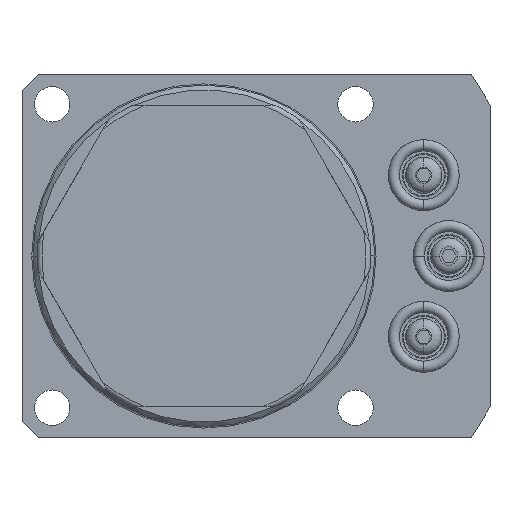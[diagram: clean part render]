
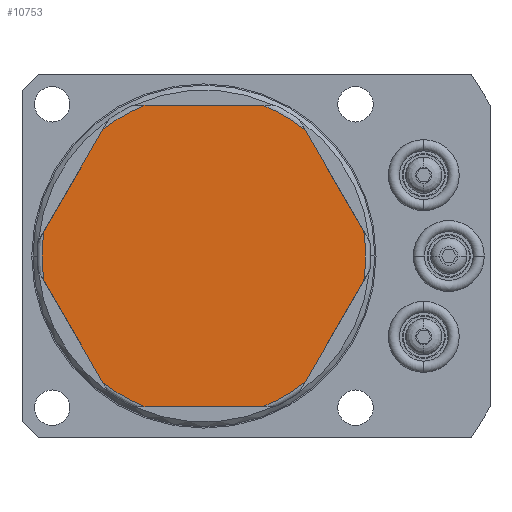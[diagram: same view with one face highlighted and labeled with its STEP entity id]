
A CAD part, front view. The second image highlights one B-rep face of the part: STEP entity #10753.
In plain terms, the highlighted planar face has unit normal (0, -1, 0).
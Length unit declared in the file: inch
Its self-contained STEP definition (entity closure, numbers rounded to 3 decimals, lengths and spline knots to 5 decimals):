
#4119=CARTESIAN_POINT('',(-0.36393,-2.318,-0.9325));
#4146=CARTESIAN_POINT('',(0.36393,-2.318,-0.9325));
#4184=CARTESIAN_POINT('',(-0.6256,-2.318,-0.78142));
#4196=CARTESIAN_POINT('',(-0.98953,-2.318,-0.15108));
#4227=CARTESIAN_POINT('',(-0.6256,-2.318,0.78142));
#4254=CARTESIAN_POINT('',(-0.98953,-2.318,0.15108));
#4281=CARTESIAN_POINT('',(0.36393,-2.318,0.9325));
#4308=CARTESIAN_POINT('',(-0.36393,-2.318,0.9325));
#4335=CARTESIAN_POINT('',(0.98953,-2.318,0.15108));
#4362=CARTESIAN_POINT('',(0.6256,-2.318,0.78142));
#4389=CARTESIAN_POINT('',(0.6256,-2.318,-0.78142));
#4416=CARTESIAN_POINT('',(0.98953,-2.318,-0.15108));
#4443=CARTESIAN_POINT('',(0.,-2.318,0.));
#4444=DIRECTION('',(0.,-1.,0.));
#4445=DIRECTION('',(-0.625,0.,-0.781));
#4446=AXIS2_PLACEMENT_3D('',#4443,#4444,#4445);
#4451=DIRECTION('',(0.5,0.,-0.866));
#4452=VECTOR('',#4451,0.72786);
#4453=CARTESIAN_POINT('',(-0.98953,-2.318,-0.15108));
#4454=LINE('',#4453,#4452);
#4458=CARTESIAN_POINT('',(0.,-2.318,0.));
#4459=DIRECTION('',(0.,-1.,0.));
#4460=DIRECTION('',(-0.989,0.,0.151));
#4461=AXIS2_PLACEMENT_3D('',#4458,#4459,#4460);
#4466=DIRECTION('',(-0.5,0.,-0.866));
#4467=VECTOR('',#4466,0.72786);
#4468=CARTESIAN_POINT('',(-0.6256,-2.318,0.78142));
#4469=LINE('',#4468,#4467);
#4473=CARTESIAN_POINT('',(0.,-2.318,0.));
#4474=DIRECTION('',(0.,-1.,0.));
#4475=DIRECTION('',(-0.364,0.,0.932));
#4476=AXIS2_PLACEMENT_3D('',#4473,#4474,#4475);
#4481=DIRECTION('',(-1.,0.,0.));
#4482=VECTOR('',#4481,0.72786);
#4483=CARTESIAN_POINT('',(0.36393,-2.318,0.9325));
#4484=LINE('',#4483,#4482);
#4488=CARTESIAN_POINT('',(0.,-2.318,0.));
#4489=DIRECTION('',(0.,-1.,0.));
#4490=DIRECTION('',(0.625,0.,0.781));
#4491=AXIS2_PLACEMENT_3D('',#4488,#4489,#4490);
#4496=DIRECTION('',(-0.5,0.,0.866));
#4497=VECTOR('',#4496,0.72786);
#4498=CARTESIAN_POINT('',(0.98953,-2.318,0.15108));
#4499=LINE('',#4498,#4497);
#4503=CARTESIAN_POINT('',(0.,-2.318,0.));
#4504=DIRECTION('',(0.,-1.,0.));
#4505=DIRECTION('',(0.989,0.,-0.151));
#4506=AXIS2_PLACEMENT_3D('',#4503,#4504,#4505);
#4511=DIRECTION('',(0.5,0.,0.866));
#4512=VECTOR('',#4511,0.72786);
#4513=CARTESIAN_POINT('',(0.6256,-2.318,-0.78142));
#4514=LINE('',#4513,#4512);
#4518=CARTESIAN_POINT('',(0.,-2.318,0.));
#4519=DIRECTION('',(0.,-1.,0.));
#4520=DIRECTION('',(0.364,0.,-0.932));
#4521=AXIS2_PLACEMENT_3D('',#4518,#4519,#4520);
#4526=DIRECTION('',(1.,0.,0.));
#4527=VECTOR('',#4526,0.72786);
#4528=CARTESIAN_POINT('',(-0.36393,-2.318,-0.9325));
#4529=LINE('',#4528,#4527);
#6678=VERTEX_POINT('',#4119);
#6682=VERTEX_POINT('',#4184);
#6683=VERTEX_POINT('',#4389);
#6687=VERTEX_POINT('',#4146);
#6688=VERTEX_POINT('',#4335);
#6692=VERTEX_POINT('',#4416);
#6693=VERTEX_POINT('',#4281);
#6697=VERTEX_POINT('',#4362);
#6698=VERTEX_POINT('',#4227);
#6702=VERTEX_POINT('',#4308);
#6703=VERTEX_POINT('',#4196);
#6707=VERTEX_POINT('',#4254);
#10734=CARTESIAN_POINT('',(0.,-2.318,0.));
#10735=DIRECTION('',(0.,-1.,0.));
#10736=DIRECTION('',(0.,0.,-1.));
#10737=AXIS2_PLACEMENT_3D('',#10734,#10735,#10736);
#10738=PLANE('',#10737);
#10739=ORIENTED_EDGE('',*,*,#10483,.F.);
#10740=ORIENTED_EDGE('',*,*,#10515,.F.);
#10741=ORIENTED_EDGE('',*,*,#10543,.F.);
#10742=ORIENTED_EDGE('',*,*,#10555,.F.);
#10743=ORIENTED_EDGE('',*,*,#10577,.F.);
#10744=ORIENTED_EDGE('',*,*,#10602,.F.);
#10745=ORIENTED_EDGE('',*,*,#10624,.F.);
#10746=ORIENTED_EDGE('',*,*,#10649,.F.);
#10747=ORIENTED_EDGE('',*,*,#10671,.F.);
#10748=ORIENTED_EDGE('',*,*,#10696,.F.);
#10749=ORIENTED_EDGE('',*,*,#10717,.F.);
#10750=ORIENTED_EDGE('',*,*,#10459,.F.);
#10751=EDGE_LOOP('',(#10739,#10740,#10741,#10742,#10743,#10744,#10745,#10746,
#10747,#10748,#10749,#10750));
#10752=FACE_OUTER_BOUND('',#10751,.F.);
#10753=ADVANCED_FACE('',(#10752),#10738,.T.);
#4447=CIRCLE('',#4446,1.001);
#4462=CIRCLE('',#4461,1.001);
#4477=CIRCLE('',#4476,1.001);
#4492=CIRCLE('',#4491,1.001);
#4507=CIRCLE('',#4506,1.001);
#4522=CIRCLE('',#4521,1.001);
#10459=EDGE_CURVE('',#6678,#6687,#4529,.T.);
#10483=EDGE_CURVE('',#6682,#6678,#4447,.T.);
#10515=EDGE_CURVE('',#6703,#6682,#4454,.T.);
#10543=EDGE_CURVE('',#6707,#6703,#4462,.T.);
#10555=EDGE_CURVE('',#6698,#6707,#4469,.T.);
#10577=EDGE_CURVE('',#6702,#6698,#4477,.T.);
#10602=EDGE_CURVE('',#6693,#6702,#4484,.T.);
#10624=EDGE_CURVE('',#6697,#6693,#4492,.T.);
#10649=EDGE_CURVE('',#6688,#6697,#4499,.T.);
#10671=EDGE_CURVE('',#6692,#6688,#4507,.T.);
#10696=EDGE_CURVE('',#6683,#6692,#4514,.T.);
#10717=EDGE_CURVE('',#6687,#6683,#4522,.T.);
